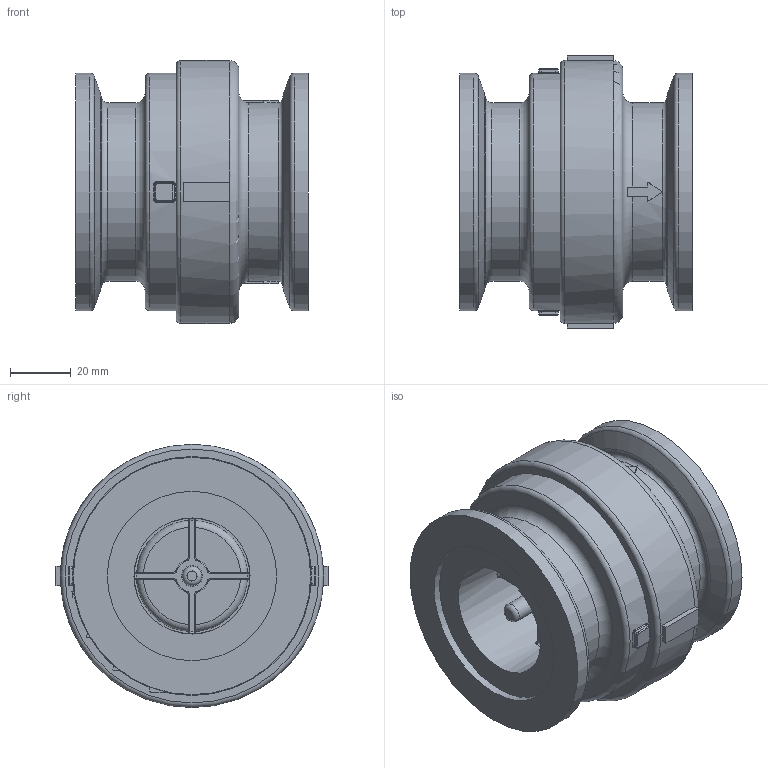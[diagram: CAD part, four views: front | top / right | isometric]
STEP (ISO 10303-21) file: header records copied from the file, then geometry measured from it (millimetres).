
FILE_DESCRIPTION(/* description */ (''),/* implementation_level */ '2;1');
FILE_NAME(/* name */ 'MCV200.stp',/* time_stamp */ '2016-10-24T09:05:22-04:00',/* author */ ('areid'),/* organization */ (''),/* preprocessor_version */ 'ST-DEVELOPER v16.5',/* originating_system */ 'Autodesk Inventor 2017',/* authorisation */ '');
FILE_SCHEMA (('AUTOMOTIVE_DESIGN { 1 0 10303 214 3 1 1 }'));
Length unit declared in the file: inch
Products named in the file (7): MCV200; MCV20254; MCV20254X; MCV20256; CV20255; CV20275; CV201
Assembly tree (6 placements, depth 3):
  MCV200
    MCV20254
      MCV20254X
    MCV20256
    CV20255
    CV20275
    CV201
Bounding box: 76.22 x 89.46 x 86.41 mm (x, y, z)
Volume: 198872.6 mm3; surface area: 76062 mm2
Topology: 5 solids, 5 shells, 332 faces, 817 edges, 489 vertices
Faces by surface type: plane 114, cylinder 93, torus 61, bspline 50, cone 14
Full cylindrical faces by diameter (mm): 4.762 x1, 5.08 x1, 6.35 x1, 6.858 x1, 25.4 x1, 26.987 x1, 36.512 x1, 38.1 x2, 44.45 x2, 55.626 x2, 58.674 x1, 60.96 x1, 69.342 x1, 70.104 x1, 71.374 x1, 77.978 x3, 78.486 x1, 86.411 x1
Entity records: 11956 total; most frequent: CARTESIAN_POINT 4305, DIRECTION 1622, ORIENTED_EDGE 1474, EDGE_CURVE 737, AXIS2_PLACEMENT_3D 683, VERTEX_POINT 475, EDGE_LOOP 418, CIRCLE 380
